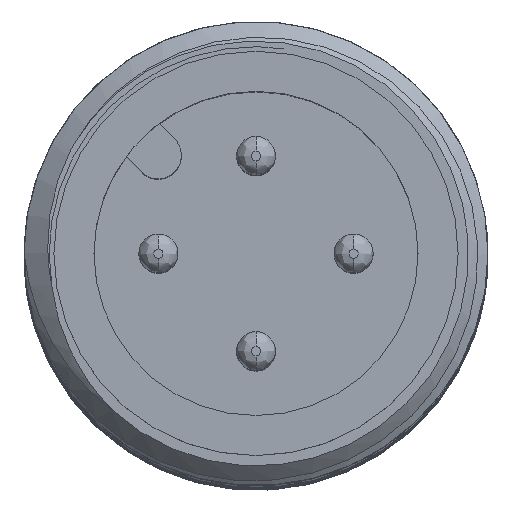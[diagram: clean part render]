
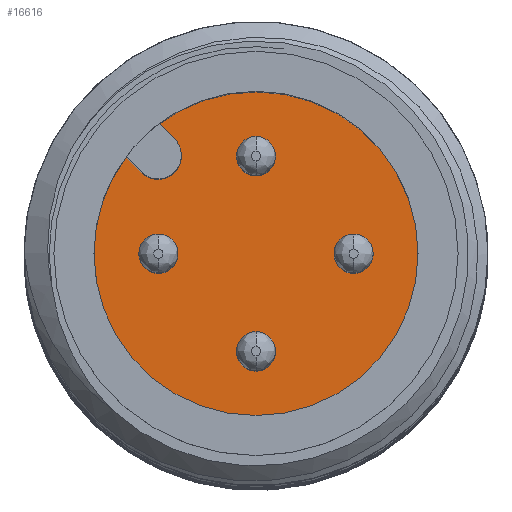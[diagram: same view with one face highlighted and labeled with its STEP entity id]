
A CAD part, top view. The second image highlights one B-rep face of the part: STEP entity #16616.
In plain terms, the highlighted planar face has unit normal (0, 0, 1).
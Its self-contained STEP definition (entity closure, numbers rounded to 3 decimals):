
#3392=CARTESIAN_POINT('',(0.,0.,65.2));
#3393=DIRECTION('',(0.,0.,1.));
#3394=DIRECTION('',(0.,-1.,0.));
#3395=AXIS2_PLACEMENT_3D('',#3392,#3393,#3394);
#3397=CARTESIAN_POINT('',(0.,0.,65.2));
#3398=DIRECTION('',(0.,0.,-1.));
#3399=DIRECTION('',(0.,-1.,0.));
#3400=AXIS2_PLACEMENT_3D('',#3397,#3398,#3399);
#3410=CARTESIAN_POINT('',(0.,0.,65.2));
#3411=DIRECTION('',(0.,0.,-1.));
#3412=DIRECTION('',(-0.597,0.802,0.));
#3413=AXIS2_PLACEMENT_3D('',#3410,#3411,#3412);
#3415=DIRECTION('',(0.707,-0.707,0.));
#3416=VECTOR('',#3415,0.556);
#3417=CARTESIAN_POINT('',(-3.328,2.479,65.2));
#3418=LINE('',#3417,#3416);
#3419=DIRECTION('',(-0.707,0.707,0.));
#3420=VECTOR('',#3419,0.556);
#3421=CARTESIAN_POINT('',(-2.086,2.934,65.2));
#3422=LINE('',#3421,#3420);
#3423=CARTESIAN_POINT('',(0.,2.5,65.2));
#3424=DIRECTION('',(0.,0.,1.));
#3425=DIRECTION('',(0.,1.,0.));
#3426=AXIS2_PLACEMENT_3D('',#3423,#3424,#3425);
#3428=CARTESIAN_POINT('',(0.,2.5,65.2));
#3429=DIRECTION('',(0.,0.,1.));
#3430=DIRECTION('',(0.,-1.,0.));
#3431=AXIS2_PLACEMENT_3D('',#3428,#3429,#3430);
#3433=CARTESIAN_POINT('',(-2.5,0.,65.2));
#3434=DIRECTION('',(0.,0.,1.));
#3435=DIRECTION('',(0.,1.,0.));
#3436=AXIS2_PLACEMENT_3D('',#3433,#3434,#3435);
#3438=CARTESIAN_POINT('',(-2.5,0.,65.2));
#3439=DIRECTION('',(0.,0.,1.));
#3440=DIRECTION('',(0.,-1.,0.));
#3441=AXIS2_PLACEMENT_3D('',#3438,#3439,#3440);
#3443=CARTESIAN_POINT('',(2.5,0.,65.2));
#3444=DIRECTION('',(0.,0.,1.));
#3445=DIRECTION('',(0.,1.,0.));
#3446=AXIS2_PLACEMENT_3D('',#3443,#3444,#3445);
#3448=CARTESIAN_POINT('',(2.5,0.,65.2));
#3449=DIRECTION('',(0.,0.,1.));
#3450=DIRECTION('',(0.,-1.,0.));
#3451=AXIS2_PLACEMENT_3D('',#3448,#3449,#3450);
#3453=CARTESIAN_POINT('',(0.,-2.5,65.2));
#3454=DIRECTION('',(0.,0.,1.));
#3455=DIRECTION('',(0.,1.,0.));
#3456=AXIS2_PLACEMENT_3D('',#3453,#3454,#3455);
#3458=CARTESIAN_POINT('',(0.,-2.5,65.2));
#3459=DIRECTION('',(0.,0.,1.));
#3460=DIRECTION('',(0.,-1.,0.));
#3461=AXIS2_PLACEMENT_3D('',#3458,#3459,#3460);
#3471=CARTESIAN_POINT('',(-2.51,2.51,65.2));
#3472=DIRECTION('',(0.,0.,-1.));
#3473=DIRECTION('',(0.707,0.707,0.));
#3474=AXIS2_PLACEMENT_3D('',#3471,#3472,#3473);
#13933=CARTESIAN_POINT('',(0.,-4.15,65.2));
#13935=VERTEX_POINT('',#13933);
#13937=CARTESIAN_POINT('',(0.,4.15,65.2));
#13939=VERTEX_POINT('',#13937);
#13945=CARTESIAN_POINT('',(0.,3.,65.2));
#13946=CARTESIAN_POINT('',(0.,2.,65.2));
#13947=VERTEX_POINT('',#13945);
#13948=VERTEX_POINT('',#13946);
#13949=CARTESIAN_POINT('',(-2.5,0.5,65.2));
#13950=CARTESIAN_POINT('',(-2.5,-0.5,65.2));
#13951=VERTEX_POINT('',#13949);
#13952=VERTEX_POINT('',#13950);
#13953=CARTESIAN_POINT('',(2.5,0.5,65.2));
#13954=CARTESIAN_POINT('',(2.5,-0.5,65.2));
#13955=VERTEX_POINT('',#13953);
#13956=VERTEX_POINT('',#13954);
#13957=CARTESIAN_POINT('',(0.,-2.,65.2));
#13958=CARTESIAN_POINT('',(0.,-3.,65.2));
#13959=VERTEX_POINT('',#13957);
#13960=VERTEX_POINT('',#13958);
#13977=CARTESIAN_POINT('',(-3.328,2.479,65.2));
#13978=VERTEX_POINT('',#13977);
#13979=CARTESIAN_POINT('',(-2.479,3.328,65.2));
#13980=VERTEX_POINT('',#13979);
#14005=CARTESIAN_POINT('',(-2.086,2.934,65.2));
#14006=VERTEX_POINT('',#14005);
#14007=CARTESIAN_POINT('',(-2.934,2.086,65.2));
#14008=VERTEX_POINT('',#14007);
#16576=CARTESIAN_POINT('',(0.,0.,65.2));
#16577=DIRECTION('',(0.,0.,1.));
#16578=DIRECTION('',(0.,1.,0.));
#16579=AXIS2_PLACEMENT_3D('',#16576,#16577,#16578);
#16580=PLANE('',#16579);
#16582=ORIENTED_EDGE('',*,*,#16581,.T.);
#16584=ORIENTED_EDGE('',*,*,#16583,.F.);
#16586=ORIENTED_EDGE('',*,*,#16585,.T.);
#16587=ORIENTED_EDGE('',*,*,#16565,.T.);
#16588=ORIENTED_EDGE('',*,*,#16547,.F.);
#16589=ORIENTED_EDGE('',*,*,#16560,.T.);
#16590=EDGE_LOOP('',(#16582,#16584,#16586,#16587,#16588,#16589));
#16591=FACE_OUTER_BOUND('',#16590,.F.);
#16593=ORIENTED_EDGE('',*,*,#16592,.T.);
#16595=ORIENTED_EDGE('',*,*,#16594,.T.);
#16596=EDGE_LOOP('',(#16593,#16595));
#16597=FACE_BOUND('',#16596,.F.);
#16599=ORIENTED_EDGE('',*,*,#16598,.T.);
#16601=ORIENTED_EDGE('',*,*,#16600,.T.);
#16602=EDGE_LOOP('',(#16599,#16601));
#16603=FACE_BOUND('',#16602,.F.);
#16605=ORIENTED_EDGE('',*,*,#16604,.T.);
#16607=ORIENTED_EDGE('',*,*,#16606,.T.);
#16608=EDGE_LOOP('',(#16605,#16607));
#16609=FACE_BOUND('',#16608,.F.);
#16611=ORIENTED_EDGE('',*,*,#16610,.T.);
#16613=ORIENTED_EDGE('',*,*,#16612,.T.);
#16614=EDGE_LOOP('',(#16611,#16613));
#16615=FACE_BOUND('',#16614,.F.);
#16616=ADVANCED_FACE('',(#16591,#16597,#16603,#16609,#16615),#16580,.T.);
#3396=CIRCLE('',#3395,4.15);
#3401=CIRCLE('',#3400,4.15);
#3414=CIRCLE('',#3413,4.15);
#3427=CIRCLE('',#3426,0.5);
#3432=CIRCLE('',#3431,0.5);
#3437=CIRCLE('',#3436,0.5);
#3442=CIRCLE('',#3441,0.5);
#3447=CIRCLE('',#3446,0.5);
#3452=CIRCLE('',#3451,0.5);
#3457=CIRCLE('',#3456,0.5);
#3462=CIRCLE('',#3461,0.5);
#3475=CIRCLE('',#3474,0.6);
#16547=EDGE_CURVE('',#13935,#13939,#3396,.T.);
#16560=EDGE_CURVE('',#13935,#13978,#3401,.T.);
#16565=EDGE_CURVE('',#13980,#13939,#3414,.T.);
#16581=EDGE_CURVE('',#13978,#14008,#3418,.T.);
#16583=EDGE_CURVE('',#14006,#14008,#3475,.T.);
#16585=EDGE_CURVE('',#14006,#13980,#3422,.T.);
#16592=EDGE_CURVE('',#13947,#13948,#3427,.T.);
#16594=EDGE_CURVE('',#13948,#13947,#3432,.T.);
#16598=EDGE_CURVE('',#13951,#13952,#3437,.T.);
#16600=EDGE_CURVE('',#13952,#13951,#3442,.T.);
#16604=EDGE_CURVE('',#13955,#13956,#3447,.T.);
#16606=EDGE_CURVE('',#13956,#13955,#3452,.T.);
#16610=EDGE_CURVE('',#13959,#13960,#3457,.T.);
#16612=EDGE_CURVE('',#13960,#13959,#3462,.T.);
